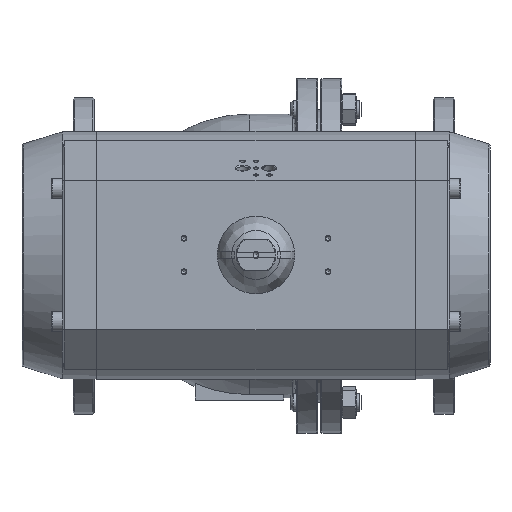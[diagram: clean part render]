
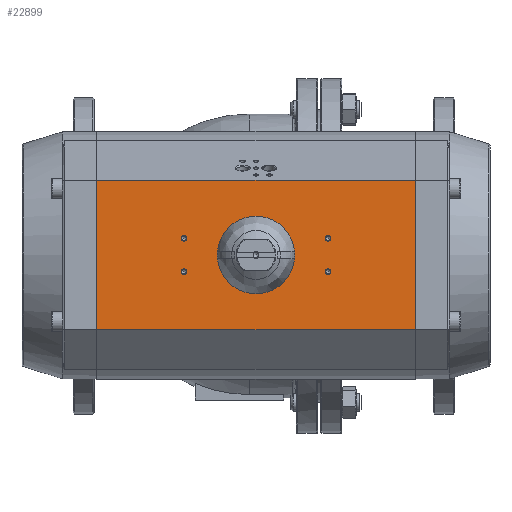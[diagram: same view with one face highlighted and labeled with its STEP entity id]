
A CAD part, top view. The second image highlights one B-rep face of the part: STEP entity #22899.
In plain terms, the highlighted planar face has unit normal (0, 0, 1).
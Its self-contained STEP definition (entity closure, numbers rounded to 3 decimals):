
#959=FACE_BOUND('',#3295,.T.);
#960=FACE_BOUND('',#3296,.T.);
#961=FACE_BOUND('',#3297,.T.);
#962=FACE_BOUND('',#3298,.T.);
#963=FACE_BOUND('',#3299,.T.);
#1231=PLANE('',#24380);
#2018=FACE_OUTER_BOUND('',#3294,.T.);
#3294=EDGE_LOOP('',(#15524,#15525,#15526,#15527));
#3295=EDGE_LOOP('',(#15528,#15529,#15530,#15531,#15532,#15533,#15534,#15535));
#3296=EDGE_LOOP('',(#15536,#15537));
#3297=EDGE_LOOP('',(#15538,#15539));
#3298=EDGE_LOOP('',(#15540,#15541));
#3299=EDGE_LOOP('',(#15542,#15543));
#4764=LINE('',#34464,#6393);
#4766=LINE('',#34468,#6395);
#4767=LINE('',#34470,#6396);
#4768=LINE('',#34471,#6397);
#4769=LINE('',#34474,#6398);
#4770=LINE('',#34478,#6399);
#4771=LINE('',#34482,#6400);
#4772=LINE('',#34486,#6401);
#6393=VECTOR('',#27462,287.);
#6395=VECTOR('',#27466,135.);
#6396=VECTOR('',#27467,287.);
#6397=VECTOR('',#27468,135.);
#6398=VECTOR('',#27469,10.);
#6399=VECTOR('',#27472,10.);
#6400=VECTOR('',#27475,10.);
#6401=VECTOR('',#27478,10.);
#7902=CIRCLE('',#24258,2.5);
#7903=CIRCLE('',#24259,2.5);
#7907=CIRCLE('',#24266,2.5);
#7908=CIRCLE('',#24267,2.5);
#7912=CIRCLE('',#24274,2.5);
#7913=CIRCLE('',#24275,2.5);
#7918=CIRCLE('',#24283,2.5);
#7919=CIRCLE('',#24284,2.5);
#7980=CIRCLE('',#24381,34.984);
#7981=CIRCLE('',#24382,34.983);
#7982=CIRCLE('',#24383,34.984);
#7983=CIRCLE('',#24384,34.983);
#9192=VERTEX_POINT('',#33866);
#9193=VERTEX_POINT('',#33868);
#9198=VERTEX_POINT('',#33883);
#9199=VERTEX_POINT('',#33885);
#9204=VERTEX_POINT('',#33900);
#9205=VERTEX_POINT('',#33902);
#9211=VERTEX_POINT('',#33919);
#9212=VERTEX_POINT('',#33921);
#9305=VERTEX_POINT('',#34461);
#9306=VERTEX_POINT('',#34463);
#9307=VERTEX_POINT('',#34467);
#9308=VERTEX_POINT('',#34469);
#9309=VERTEX_POINT('',#34472);
#9310=VERTEX_POINT('',#34473);
#9311=VERTEX_POINT('',#34475);
#9312=VERTEX_POINT('',#34477);
#9313=VERTEX_POINT('',#34479);
#9314=VERTEX_POINT('',#34481);
#9315=VERTEX_POINT('',#34483);
#9316=VERTEX_POINT('',#34485);
#11561=EDGE_CURVE('',#9193,#9192,#7902,.T.);
#11562=EDGE_CURVE('',#9192,#9193,#7903,.T.);
#11569=EDGE_CURVE('',#9198,#9199,#7907,.T.);
#11570=EDGE_CURVE('',#9199,#9198,#7908,.T.);
#11577=EDGE_CURVE('',#9204,#9205,#7912,.T.);
#11578=EDGE_CURVE('',#9205,#9204,#7913,.T.);
#11586=EDGE_CURVE('',#9212,#9211,#7918,.T.);
#11587=EDGE_CURVE('',#9211,#9212,#7919,.T.);
#11712=EDGE_CURVE('',#9306,#9305,#4764,.T.);
#11714=EDGE_CURVE('',#9305,#9307,#4766,.T.);
#11715=EDGE_CURVE('',#9308,#9307,#4767,.T.);
#11716=EDGE_CURVE('',#9306,#9308,#4768,.T.);
#11717=EDGE_CURVE('',#9309,#9310,#4769,.T.);
#11718=EDGE_CURVE('',#9310,#9311,#7980,.T.);
#11719=EDGE_CURVE('',#9311,#9312,#4770,.T.);
#11720=EDGE_CURVE('',#9312,#9313,#7981,.T.);
#11721=EDGE_CURVE('',#9313,#9314,#4771,.T.);
#11722=EDGE_CURVE('',#9314,#9315,#7982,.T.);
#11723=EDGE_CURVE('',#9315,#9316,#4772,.T.);
#11724=EDGE_CURVE('',#9316,#9309,#7983,.T.);
#15524=ORIENTED_EDGE('',*,*,#11714,.T.);
#15525=ORIENTED_EDGE('',*,*,#11715,.F.);
#15526=ORIENTED_EDGE('',*,*,#11716,.F.);
#15527=ORIENTED_EDGE('',*,*,#11712,.T.);
#15528=ORIENTED_EDGE('',*,*,#11717,.T.);
#15529=ORIENTED_EDGE('',*,*,#11718,.T.);
#15530=ORIENTED_EDGE('',*,*,#11719,.T.);
#15531=ORIENTED_EDGE('',*,*,#11720,.T.);
#15532=ORIENTED_EDGE('',*,*,#11721,.T.);
#15533=ORIENTED_EDGE('',*,*,#11722,.T.);
#15534=ORIENTED_EDGE('',*,*,#11723,.T.);
#15535=ORIENTED_EDGE('',*,*,#11724,.T.);
#15536=ORIENTED_EDGE('',*,*,#11586,.T.);
#15537=ORIENTED_EDGE('',*,*,#11587,.T.);
#15538=ORIENTED_EDGE('',*,*,#11578,.F.);
#15539=ORIENTED_EDGE('',*,*,#11577,.F.);
#15540=ORIENTED_EDGE('',*,*,#11570,.F.);
#15541=ORIENTED_EDGE('',*,*,#11569,.F.);
#15542=ORIENTED_EDGE('',*,*,#11561,.T.);
#15543=ORIENTED_EDGE('',*,*,#11562,.T.);
#22899=ADVANCED_FACE('',(#2018,#959,#960,#961,#962,#963),#1231,.T.);
#24258=AXIS2_PLACEMENT_3D('',#33869,#27165,#27166);
#24259=AXIS2_PLACEMENT_3D('',#33870,#27167,#27168);
#24266=AXIS2_PLACEMENT_3D('',#33886,#27184,#27185);
#24267=AXIS2_PLACEMENT_3D('',#33887,#27186,#27187);
#24274=AXIS2_PLACEMENT_3D('',#33903,#27203,#27204);
#24275=AXIS2_PLACEMENT_3D('',#33904,#27205,#27206);
#24283=AXIS2_PLACEMENT_3D('',#33922,#27224,#27225);
#24284=AXIS2_PLACEMENT_3D('',#33923,#27226,#27227);
#24380=AXIS2_PLACEMENT_3D('',#34466,#27464,#27465);
#24381=AXIS2_PLACEMENT_3D('',#34476,#27470,#27471);
#24382=AXIS2_PLACEMENT_3D('',#34480,#27473,#27474);
#24383=AXIS2_PLACEMENT_3D('',#34484,#27476,#27477);
#24384=AXIS2_PLACEMENT_3D('',#34487,#27479,#27480);
#27165=DIRECTION('center_axis',(0.,0.,
-1.));
#27166=DIRECTION('ref_axis',(0.,1.,0.));
#27167=DIRECTION('center_axis',(0.,0.,
-1.));
#27168=DIRECTION('ref_axis',(0.,1.,0.));
#27184=DIRECTION('center_axis',(0.,0.,
1.));
#27185=DIRECTION('ref_axis',(0.,-1.,0.));
#27186=DIRECTION('center_axis',(0.,0.,
1.));
#27187=DIRECTION('ref_axis',(0.,-1.,0.));
#27203=DIRECTION('center_axis',(0.,0.,
1.));
#27204=DIRECTION('ref_axis',(0.,1.,0.));
#27205=DIRECTION('center_axis',(0.,0.,
1.));
#27206=DIRECTION('ref_axis',(0.,1.,0.));
#27224=DIRECTION('center_axis',(0.,0.,
-1.));
#27225=DIRECTION('ref_axis',(0.,-1.,0.));
#27226=DIRECTION('center_axis',(0.,0.,
-1.));
#27227=DIRECTION('ref_axis',(0.,-1.,0.));
#27462=DIRECTION('',(-1.,0.,0.));
#27464=DIRECTION('center_axis',(0.,0.,
1.));
#27465=DIRECTION('ref_axis',(0.,-1.,0.));
#27466=DIRECTION('',(0.,-1.,0.));
#27467=DIRECTION('',(-1.,0.,0.));
#27468=DIRECTION('',(0.,-1.,0.));
#27469=DIRECTION('',(-1.,0.,0.));
#27470=DIRECTION('center_axis',(0.,0.,
-1.));
#27471=DIRECTION('ref_axis',(1.,0.,0.));
#27472=DIRECTION('',(-1.,0.,0.));
#27473=DIRECTION('center_axis',(0.,0.,
-1.));
#27474=DIRECTION('ref_axis',(1.,0.,0.));
#27475=DIRECTION('',(1.,0.,0.));
#27476=DIRECTION('center_axis',(0.,0.,
-1.));
#27477=DIRECTION('ref_axis',(1.,0.,0.));
#27478=DIRECTION('',(1.,0.,0.));
#27479=DIRECTION('center_axis',(0.,0.,
-1.));
#27480=DIRECTION('ref_axis',(1.,0.,0.));
#33866=CARTESIAN_POINT('',(3488.473,168.61,517.5));
#33868=CARTESIAN_POINT('',(3488.473,163.61,517.5));
#33869=CARTESIAN_POINT('Origin',(3488.473,166.11,517.5));
#33870=CARTESIAN_POINT('Origin',(3488.473,166.11,517.5));
#33883=CARTESIAN_POINT('',(3488.473,198.61,517.5));
#33885=CARTESIAN_POINT('',(3488.473,193.61,517.5));
#33886=CARTESIAN_POINT('Origin',(3488.473,196.11,517.5));
#33887=CARTESIAN_POINT('Origin',(3488.473,196.11,517.5));
#33900=CARTESIAN_POINT('',(3358.473,163.61,517.5));
#33902=CARTESIAN_POINT('',(3358.473,168.61,517.5));
#33903=CARTESIAN_POINT('Origin',(3358.473,166.11,517.5));
#33904=CARTESIAN_POINT('Origin',(3358.473,166.11,517.5));
#33919=CARTESIAN_POINT('',(3358.473,193.61,517.5));
#33921=CARTESIAN_POINT('',(3358.473,198.61,517.5));
#33922=CARTESIAN_POINT('Origin',(3358.473,196.11,517.5));
#33923=CARTESIAN_POINT('Origin',(3358.473,196.11,517.5));
#34461=CARTESIAN_POINT('',(3279.973,248.61,517.5));
#34463=CARTESIAN_POINT('',(3566.973,248.61,517.5));
#34464=CARTESIAN_POINT('',(3566.973,248.61,517.5));
#34466=CARTESIAN_POINT('Origin',(3279.973,113.61,517.5));
#34467=CARTESIAN_POINT('',(3279.973,113.61,517.5));
#34468=CARTESIAN_POINT('',(3279.973,248.61,517.5));
#34469=CARTESIAN_POINT('',(3566.973,113.61,517.5));
#34470=CARTESIAN_POINT('',(3566.973,113.61,517.5));
#34471=CARTESIAN_POINT('',(3566.973,248.61,517.5));
#34472=CARTESIAN_POINT('',(3388.666,184.61,517.5));
#34473=CARTESIAN_POINT('',(3388.665,184.61,517.5));
#34474=CARTESIAN_POINT('',(3342.098,184.61,517.5));
#34475=CARTESIAN_POINT('',(3458.282,184.61,517.5));
#34476=CARTESIAN_POINT('Origin',(3423.473,181.11,517.5));
#34477=CARTESIAN_POINT('',(3458.281,184.61,517.5));
#34478=CARTESIAN_POINT('',(3369.63,184.61,517.5));
#34479=CARTESIAN_POINT('',(3458.281,177.61,517.5));
#34480=CARTESIAN_POINT('Origin',(3423.473,181.11,517.5));
#34481=CARTESIAN_POINT('',(3458.282,177.61,517.5));
#34482=CARTESIAN_POINT('',(3361.348,177.61,517.5));
#34483=CARTESIAN_POINT('',(3388.665,177.61,517.5));
#34484=CARTESIAN_POINT('Origin',(3423.473,181.11,517.5));
#34485=CARTESIAN_POINT('',(3388.666,177.61,517.5));
#34486=CARTESIAN_POINT('',(3333.817,177.61,517.5));
#34487=CARTESIAN_POINT('Origin',(3423.473,181.11,517.5));
